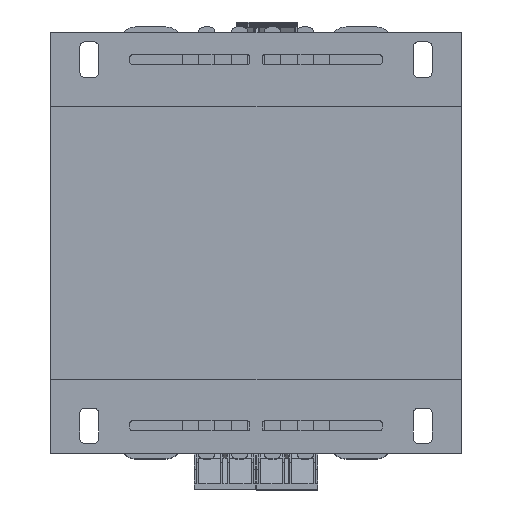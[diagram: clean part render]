
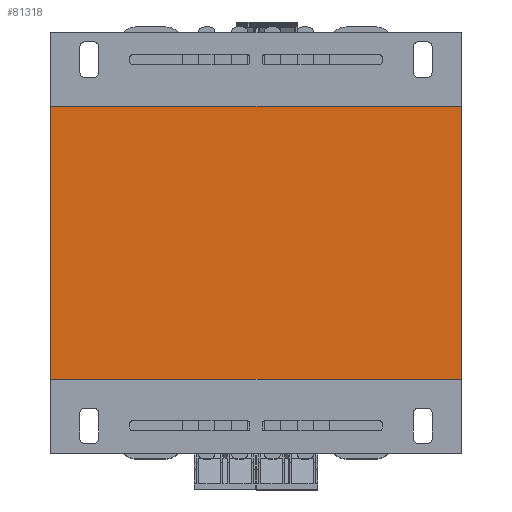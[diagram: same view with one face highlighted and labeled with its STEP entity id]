
A CAD part, top view. The second image highlights one B-rep face of the part: STEP entity #81318.
In plain terms, the highlighted planar face has unit normal (0, 0, 1).
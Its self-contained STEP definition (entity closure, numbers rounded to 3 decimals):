
#2707=FACE_OUTER_BOUND('',#6948,.T.);
#6948=EDGE_LOOP('',(#51885,#51886,#51887,#51888));
#11357=LINE('',#112704,#21757);
#11391=LINE('',#112788,#21791);
#11393=LINE('',#112792,#21793);
#11394=LINE('',#112793,#21794);
#21757=VECTOR('',#91318,1.);
#21791=VECTOR('',#91396,1.);
#21793=VECTOR('',#91400,1.);
#21794=VECTOR('',#91401,1.);
#32156=VERTEX_POINT('',#112700);
#32158=VERTEX_POINT('',#112703);
#32186=VERTEX_POINT('',#112787);
#32187=VERTEX_POINT('',#112791);
#39912=EDGE_CURVE('',#32158,#32156,#11357,.T.);
#39954=EDGE_CURVE('',#32186,#32158,#11391,.T.);
#39956=EDGE_CURVE('',#32187,#32156,#11393,.T.);
#39957=EDGE_CURVE('',#32187,#32186,#11394,.T.);
#51885=ORIENTED_EDGE('',*,*,#39956,.F.);
#51886=ORIENTED_EDGE('',*,*,#39957,.T.);
#51887=ORIENTED_EDGE('',*,*,#39954,.T.);
#51888=ORIENTED_EDGE('',*,*,#39912,.T.);
#75628=PLANE('',#85843);
#81318=ADVANCED_FACE('',(#2707),#75628,.T.);
#85843=AXIS2_PLACEMENT_3D('',#112790,#91398,#91399);
#91318=DIRECTION('',(1.,0.,0.));
#91396=DIRECTION('',(0.,-1.,0.));
#91398=DIRECTION('center_axis',(0.,0.,1.));
#91399=DIRECTION('ref_axis',(0.,-1.,0.));
#91400=DIRECTION('',(0.,-1.,0.));
#91401=DIRECTION('',(-1.,0.,0.));
#112700=CARTESIAN_POINT('',(765.285,-384.691,87.5));
#112703=CARTESIAN_POINT('',(615.285,-384.691,87.5));
#112704=CARTESIAN_POINT('',(765.285,-384.691,87.5));
#112787=CARTESIAN_POINT('',(615.285,-284.691,87.5));
#112788=CARTESIAN_POINT('',(615.285,-284.691,87.5));
#112790=CARTESIAN_POINT('Origin',(615.285,-284.691,87.5));
#112791=CARTESIAN_POINT('',(765.285,-284.691,87.5));
#112792=CARTESIAN_POINT('',(765.285,-284.691,87.5));
#112793=CARTESIAN_POINT('',(765.285,-284.691,87.5));
